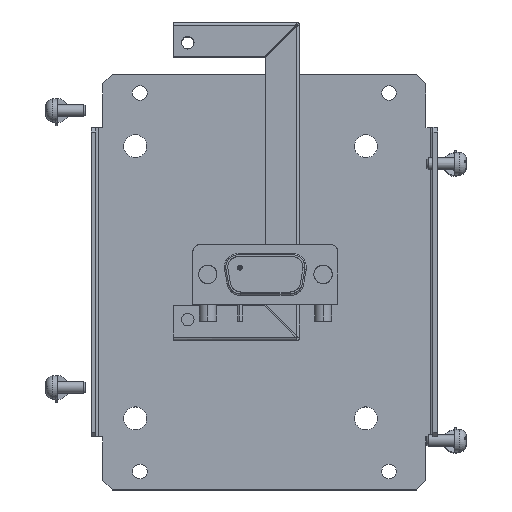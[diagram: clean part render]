
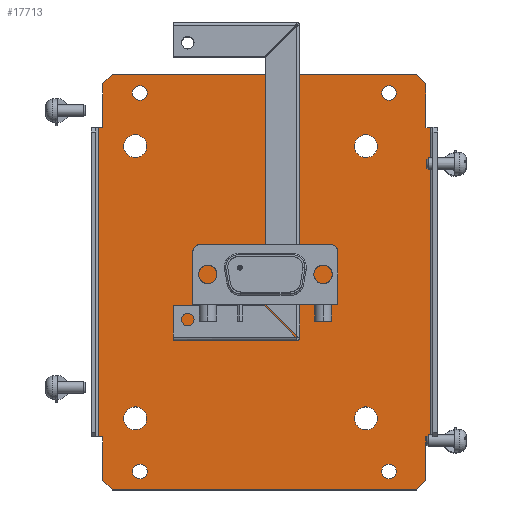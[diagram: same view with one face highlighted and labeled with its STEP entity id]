
A CAD part, top view. The second image highlights one B-rep face of the part: STEP entity #17713.
In plain terms, the highlighted planar face has unit normal (0, 0, 1).
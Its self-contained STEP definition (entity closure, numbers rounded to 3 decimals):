
#4657=VERTEX_POINT('',#33974);
#4658=VERTEX_POINT('',#33976);
#4698=VERTEX_POINT('',#34087);
#4699=VERTEX_POINT('',#34088);
#4703=VERTEX_POINT('',#34098);
#4723=VERTEX_POINT('',#34143);
#4724=VERTEX_POINT('',#34147);
#4725=VERTEX_POINT('',#34151);
#4726=VERTEX_POINT('',#34152);
#4727=VERTEX_POINT('',#34157);
#4728=VERTEX_POINT('',#34161);
#4729=VERTEX_POINT('',#34165);
#4730=VERTEX_POINT('',#34172);
#4731=VERTEX_POINT('',#34173);
#4732=VERTEX_POINT('',#34178);
#4734=VERTEX_POINT('',#34188);
#4735=VERTEX_POINT('',#34200);
#4736=VERTEX_POINT('',#34203);
#4737=VERTEX_POINT('',#34206);
#4738=VERTEX_POINT('',#34209);
#4739=VERTEX_POINT('',#34212);
#4740=VERTEX_POINT('',#34215);
#4741=VERTEX_POINT('',#34218);
#4742=VERTEX_POINT('',#34221);
#7116=EDGE_CURVE('',#4657,#4658,#19051,.T.);
#7169=EDGE_CURVE('',#4698,#4699,#19085,.T.);
#7175=EDGE_CURVE('',#4703,#4698,#19091,.T.);
#7197=EDGE_CURVE('',#4723,#4703,#19105,.T.);
#7200=EDGE_CURVE('',#4724,#4723,#19108,.T.);
#7201=EDGE_CURVE('',#4725,#4726,#19109,.T.);
#7205=EDGE_CURVE('',#4727,#4725,#19113,.T.);
#7206=EDGE_CURVE('',#4728,#4727,#19114,.T.);
#7209=EDGE_CURVE('',#4729,#4728,#19117,.T.);
#7212=EDGE_CURVE('',#4730,#4731,#19118,.T.);
#7216=EDGE_CURVE('',#4732,#4730,#19120,.T.);
#7220=EDGE_CURVE('',#4658,#4734,#19123,.T.);
#7222=EDGE_CURVE('',#4699,#4732,#19124,.T.);
#7223=EDGE_CURVE('',#4731,#4729,#19125,.T.);
#7224=EDGE_CURVE('',#4726,#4657,#19126,.T.);
#7225=EDGE_CURVE('',#4734,#4724,#19127,.T.);
#7226=EDGE_CURVE('',#4735,#4735,#22531,.T.);
#7227=EDGE_CURVE('',#4736,#4736,#22532,.T.);
#7228=EDGE_CURVE('',#4737,#4737,#22533,.T.);
#7229=EDGE_CURVE('',#4738,#4738,#22534,.T.);
#7230=EDGE_CURVE('',#4739,#4739,#22535,.T.);
#7231=EDGE_CURVE('',#4740,#4740,#22536,.T.);
#7232=EDGE_CURVE('',#4741,#4741,#22537,.T.);
#7233=EDGE_CURVE('',#4742,#4742,#22538,.T.);
#10356=ORIENTED_EDGE('',*,*,#7169,.F.);
#10357=ORIENTED_EDGE('',*,*,#7175,.F.);
#10358=ORIENTED_EDGE('',*,*,#7197,.F.);
#10359=ORIENTED_EDGE('',*,*,#7200,.F.);
#10360=ORIENTED_EDGE('',*,*,#7225,.F.);
#10361=ORIENTED_EDGE('',*,*,#7220,.F.);
#10362=ORIENTED_EDGE('',*,*,#7116,.F.);
#10363=ORIENTED_EDGE('',*,*,#7224,.F.);
#10364=ORIENTED_EDGE('',*,*,#7201,.F.);
#10365=ORIENTED_EDGE('',*,*,#7205,.F.);
#10366=ORIENTED_EDGE('',*,*,#7206,.F.);
#10367=ORIENTED_EDGE('',*,*,#7209,.F.);
#10368=ORIENTED_EDGE('',*,*,#7223,.F.);
#10369=ORIENTED_EDGE('',*,*,#7212,.F.);
#10370=ORIENTED_EDGE('',*,*,#7216,.F.);
#10371=ORIENTED_EDGE('',*,*,#7222,.F.);
#10372=ORIENTED_EDGE('',*,*,#7233,.F.);
#10373=ORIENTED_EDGE('',*,*,#7232,.F.);
#10374=ORIENTED_EDGE('',*,*,#7231,.F.);
#10375=ORIENTED_EDGE('',*,*,#7230,.F.);
#10376=ORIENTED_EDGE('',*,*,#7229,.F.);
#10377=ORIENTED_EDGE('',*,*,#7228,.F.);
#10378=ORIENTED_EDGE('',*,*,#7227,.F.);
#10379=ORIENTED_EDGE('',*,*,#7226,.F.);
#16215=EDGE_LOOP('',(#10356,#10357,#10358,#10359,#10360,#10361,#10362,#10363,
#10364,#10365,#10366,#10367,#10368,#10369,#10370,#10371));
#16216=EDGE_LOOP('',(#10372));
#16217=EDGE_LOOP('',(#10373));
#16218=EDGE_LOOP('',(#10374));
#16219=EDGE_LOOP('',(#10375));
#16220=EDGE_LOOP('',(#10376));
#16221=EDGE_LOOP('',(#10377));
#16222=EDGE_LOOP('',(#10378));
#16223=EDGE_LOOP('',(#10379));
#16982=FACE_BOUND('',#16215,.T.);
#16983=FACE_BOUND('',#16216,.T.);
#16984=FACE_BOUND('',#16217,.T.);
#16985=FACE_BOUND('',#16218,.T.);
#16986=FACE_BOUND('',#16219,.T.);
#16987=FACE_BOUND('',#16220,.T.);
#16988=FACE_BOUND('',#16221,.T.);
#16989=FACE_BOUND('',#16222,.T.);
#16990=FACE_BOUND('',#16223,.T.);
#17713=ADVANCED_FACE('',(#16982,#16983,#16984,#16985,#16986,#16987,#16988,
#16989,#16990),#32604,.T.);
#19051=LINE('',#33975,#31322);
#19085=LINE('',#34086,#31356);
#19091=LINE('',#34099,#31362);
#19105=LINE('',#34142,#31376);
#19108=LINE('',#34148,#31379);
#19109=LINE('',#34150,#31380);
#19113=LINE('',#34158,#31384);
#19114=LINE('',#34160,#31385);
#19117=LINE('',#34166,#31388);
#19118=LINE('',#34171,#31389);
#19120=LINE('',#34179,#31391);
#19123=LINE('',#34187,#31394);
#19124=LINE('',#34191,#31395);
#19125=LINE('',#34193,#31396);
#19126=LINE('',#34195,#31397);
#19127=LINE('',#34197,#31398);
#22531=CIRCLE('',#29775,0.16);
#22532=CIRCLE('',#29777,0.25);
#22533=CIRCLE('',#29779,0.25);
#22534=CIRCLE('',#29781,0.25);
#22535=CIRCLE('',#29783,0.25);
#22536=CIRCLE('',#29785,0.16);
#22537=CIRCLE('',#29787,0.16);
#22538=CIRCLE('',#29789,0.16);
#29775=AXIS2_PLACEMENT_3D('',#34199,#47644,#47645);
#29777=AXIS2_PLACEMENT_3D('',#34202,#47648,#47649);
#29779=AXIS2_PLACEMENT_3D('',#34205,#47652,#47653);
#29781=AXIS2_PLACEMENT_3D('',#34208,#47656,#47657);
#29783=AXIS2_PLACEMENT_3D('',#34211,#47660,#47661);
#29785=AXIS2_PLACEMENT_3D('',#34214,#47664,#47665);
#29787=AXIS2_PLACEMENT_3D('',#34217,#47668,#47669);
#29789=AXIS2_PLACEMENT_3D('',#34220,#47672,#47673);
#29790=AXIS2_PLACEMENT_3D('',#34222,#47674,$);
#31322=VECTOR('',#47451,1.);
#31356=VECTOR('',#47549,1.);
#31362=VECTOR('',#47556,1.);
#31376=VECTOR('',#47588,1.);
#31379=VECTOR('',#47592,1.);
#31380=VECTOR('',#47594,1.);
#31384=VECTOR('',#47599,1.);
#31385=VECTOR('',#47601,1.);
#31388=VECTOR('',#47605,1.);
#31389=VECTOR('',#47614,1.);
#31391=VECTOR('',#47621,1.);
#31394=VECTOR('',#47631,1.);
#31395=VECTOR('',#47635,1.);
#31396=VECTOR('',#47637,1.);
#31397=VECTOR('',#47639,1.);
#31398=VECTOR('',#47641,1.);
#32604=PLANE('',#29790);
#33974=CARTESIAN_POINT('',(3.5,3.35,0.1));
#33975=CARTESIAN_POINT('',(3.65,3.35,0.1));
#33976=CARTESIAN_POINT('',(3.6,3.35,0.1));
#34086=CARTESIAN_POINT('',(-3.65,-4.15,0.1));
#34087=CARTESIAN_POINT('',(-3.3,-4.5,0.1));
#34088=CARTESIAN_POINT('',(-3.5,-4.3,0.1));
#34098=CARTESIAN_POINT('',(3.3,-4.5,0.1));
#34099=CARTESIAN_POINT('',(-3.5,-4.5,0.1));
#34142=CARTESIAN_POINT('',(3.65,-4.15,0.1));
#34143=CARTESIAN_POINT('',(3.5,-4.3,0.1));
#34147=CARTESIAN_POINT('',(3.5,-3.35,0.1));
#34148=CARTESIAN_POINT('',(3.5,-4.5,0.1));
#34150=CARTESIAN_POINT('',(3.65,4.15,0.1));
#34151=CARTESIAN_POINT('',(3.3,4.5,0.1));
#34152=CARTESIAN_POINT('',(3.5,4.3,0.1));
#34157=CARTESIAN_POINT('',(-3.3,4.5,0.1));
#34158=CARTESIAN_POINT('',(3.5,4.5,0.1));
#34160=CARTESIAN_POINT('',(-3.65,4.15,0.1));
#34161=CARTESIAN_POINT('',(-3.5,4.3,0.1));
#34165=CARTESIAN_POINT('',(-3.5,3.35,0.1));
#34166=CARTESIAN_POINT('',(-3.5,4.5,0.1));
#34171=CARTESIAN_POINT('',(-3.6,-1.675,0.1));
#34172=CARTESIAN_POINT('',(-3.6,-3.35,0.1));
#34173=CARTESIAN_POINT('',(-3.6,3.35,0.1));
#34178=CARTESIAN_POINT('',(-3.5,-3.35,0.1));
#34179=CARTESIAN_POINT('',(-3.65,-3.35,0.1));
#34187=CARTESIAN_POINT('',(3.6,1.675,0.1));
#34188=CARTESIAN_POINT('',(3.6,-3.35,0.1));
#34191=CARTESIAN_POINT('',(-3.5,-3.35,0.1));
#34193=CARTESIAN_POINT('',(-3.5,3.35,0.1));
#34195=CARTESIAN_POINT('',(3.5,3.35,0.1));
#34197=CARTESIAN_POINT('',(3.5,-3.35,0.1));
#34199=CARTESIAN_POINT('',(2.7,-4.1,0.1));
#34200=CARTESIAN_POINT('',(2.86,-4.1,0.1));
#34202=CARTESIAN_POINT('',(2.2,-2.95,0.1));
#34203=CARTESIAN_POINT('',(2.45,-2.95,0.1));
#34205=CARTESIAN_POINT('',(-2.8,-2.95,0.1));
#34206=CARTESIAN_POINT('',(-2.55,-2.95,0.1));
#34208=CARTESIAN_POINT('',(-2.8,2.95,0.1));
#34209=CARTESIAN_POINT('',(-2.55,2.95,0.1));
#34211=CARTESIAN_POINT('',(2.2,2.95,0.1));
#34212=CARTESIAN_POINT('',(2.45,2.95,0.1));
#34214=CARTESIAN_POINT('',(2.7,4.1,0.1));
#34215=CARTESIAN_POINT('',(2.86,4.1,0.1));
#34217=CARTESIAN_POINT('',(-2.7,4.1,0.1));
#34218=CARTESIAN_POINT('',(-2.54,4.1,0.1));
#34220=CARTESIAN_POINT('',(-2.7,-4.1,0.1));
#34221=CARTESIAN_POINT('',(-2.54,-4.1,0.1));
#34222=CARTESIAN_POINT('',(0.,0.,
0.1));
#47451=DIRECTION('',(1.,0.,0.));
#47549=DIRECTION('',(-0.707,0.707,0.));
#47556=DIRECTION('',(-1.,0.,0.));
#47588=DIRECTION('',(-0.707,-0.707,0.));
#47592=DIRECTION('',(0.,-1.,0.));
#47594=DIRECTION('',(0.707,-0.707,0.));
#47599=DIRECTION('',(1.,0.,0.));
#47601=DIRECTION('',(0.707,0.707,0.));
#47605=DIRECTION('',(0.,1.,0.));
#47614=DIRECTION('',(0.,1.,0.));
#47621=DIRECTION('',(-1.,0.,0.));
#47631=DIRECTION('',(0.,-1.,0.));
#47635=DIRECTION('',(0.,1.,0.));
#47637=DIRECTION('',(1.,0.,0.));
#47639=DIRECTION('',(0.,-1.,0.));
#47641=DIRECTION('',(-1.,0.,0.));
#47644=DIRECTION('',(0.,0.,1.));
#47645=DIRECTION('',(0.16,0.,0.));
#47648=DIRECTION('',(0.,0.,1.));
#47649=DIRECTION('',(0.25,0.,0.));
#47652=DIRECTION('',(0.,0.,1.));
#47653=DIRECTION('',(0.25,0.,0.));
#47656=DIRECTION('',(0.,0.,1.));
#47657=DIRECTION('',(0.25,0.,0.));
#47660=DIRECTION('',(0.,0.,1.));
#47661=DIRECTION('',(0.25,0.,0.));
#47664=DIRECTION('',(0.,0.,1.));
#47665=DIRECTION('',(0.16,0.,0.));
#47668=DIRECTION('',(0.,0.,1.));
#47669=DIRECTION('',(0.16,0.,0.));
#47672=DIRECTION('',(0.,0.,1.));
#47673=DIRECTION('',(0.16,0.,0.));
#47674=DIRECTION('',(0.,0.,1.));
